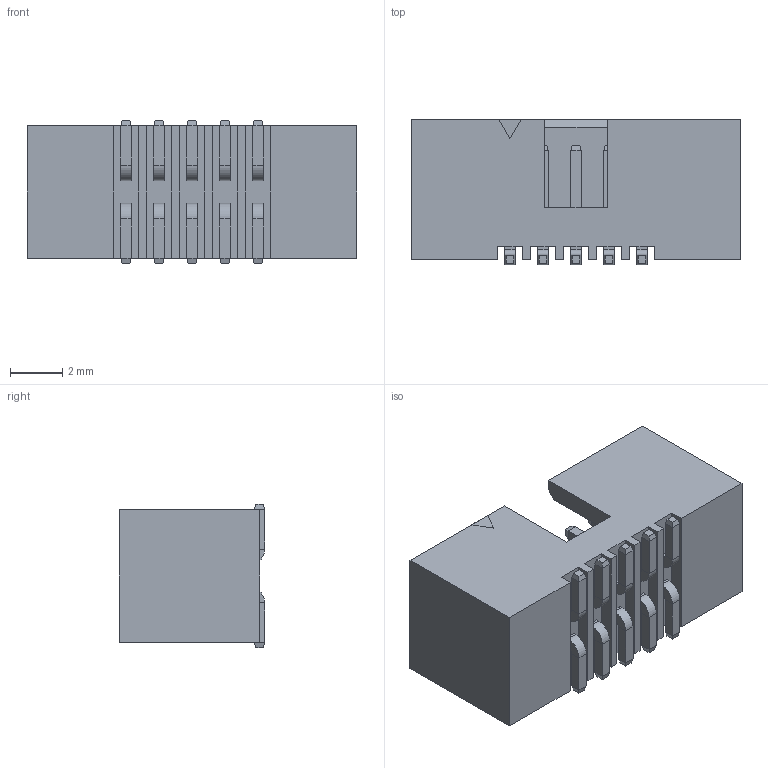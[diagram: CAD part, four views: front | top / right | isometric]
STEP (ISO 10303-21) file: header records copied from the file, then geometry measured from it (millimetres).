
FILE_DESCRIPTION (( 'STEP AP214' ), '1' );
FILE_NAME ('20021521-00010C1LF.STEP', '2022-05-17T11:10:08', ( '' ), ( '' ), 'SwSTEP 2.0', 'SolidWorks 2017', '' );
FILE_SCHEMA (( 'AUTOMOTIVE_DESIGN' ));
Length unit declared in the file: millimetre
Products named in the file (1): 20021521-00010C1LF
Bounding box: 12.65 x 5.6 x 5.5 mm (x, y, z)
Volume: 151.8 mm3; surface area: 567.2 mm2
Topology: 12 solids, 12 shells, 308 faces, 685 edges, 402 vertices
Faces by surface type: plane 288, cylinder 20
Entity records: 10266 total; most frequent: CARTESIAN_POINT 1396, ORIENTED_EDGE 1370, DIRECTION 1343, EDGE_CURVE 685, LINE 645, VECTOR 645, VERTEX_POINT 402, AXIS2_PLACEMENT_3D 349
